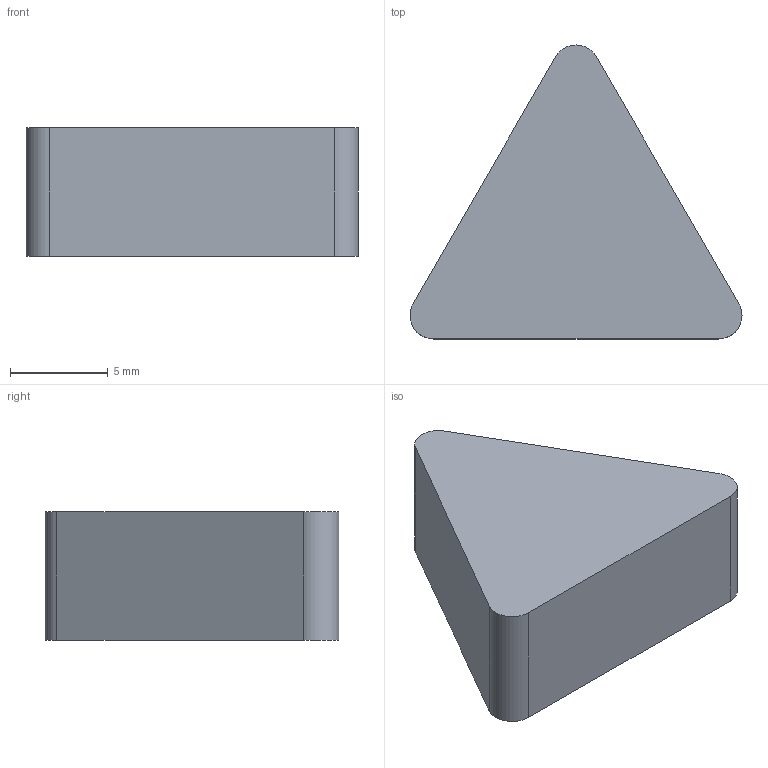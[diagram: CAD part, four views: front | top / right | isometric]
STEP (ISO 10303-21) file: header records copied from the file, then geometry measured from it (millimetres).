
FILE_DESCRIPTION(('no description'),'unknown implementation level');
FILE_NAME('solid4WfOJT7pfUuNKFC6jwOmXQJ_59A_1.STP',' ',('CIMSOURCE GmbH'),('CADClick - KiM GmbH - www.kimweb.de'),'unknown preprocess','ACIS','unknown authorization');
FILE_SCHEMA(('automotive_design'));
Length unit declared in the file: millimetre
Products named in the file (1): 1
Bounding box: 16.95 x 15 x 6.55 mm (x, y, z)
Volume: 973.1 mm3; surface area: 632.4 mm2
Topology: 1 solids, 1 shells, 8 faces, 18 edges, 12 vertices
Faces by surface type: plane 5, cylinder 3
Entity records: 476 total; most frequent: DIRECTION 46, CARTESIAN_POINT 41, STYLED_ITEM 39, PRESENTATION_STYLE_ASSIGNMENT 39, COLOUR_RGB 39, ORIENTED_EDGE 36, EDGE_CURVE 18, CURVE_STYLE 18
